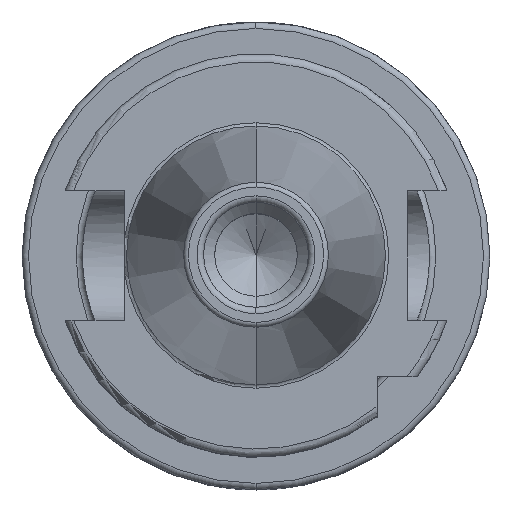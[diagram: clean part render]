
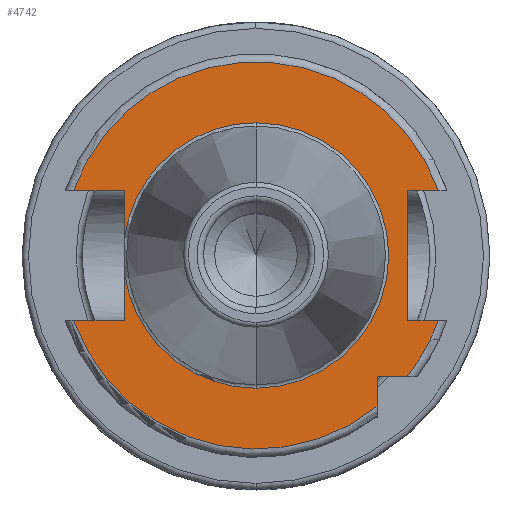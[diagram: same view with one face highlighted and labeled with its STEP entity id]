
A CAD part, top view. The second image highlights one B-rep face of the part: STEP entity #4742.
In plain terms, the highlighted planar face has unit normal (0, 0, 1).
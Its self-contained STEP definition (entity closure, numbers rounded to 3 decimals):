
#1204=DIRECTION('',(1,0,0));
#1205=VECTOR('',#1204,6.31);
#1206=CARTESIAN_POINT('',(-22.61,-8.05,15.9));
#1207=LINE('',#1206,#1205);
#1208=DIRECTION('',(0,1,0));
#1209=VECTOR('',#1208,5.834);
#1210=CARTESIAN_POINT('',(-16.3,-8.05,15.9));
#1211=LINE('',#1210,#1209);
#1212=DIRECTION('',(0,1,0));
#1213=VECTOR('',#1212,5.834);
#1214=CARTESIAN_POINT('',(-16.3,2.216,15.9));
#1215=LINE('',#1214,#1213);
#1216=DIRECTION('',(1,0,0));
#1217=VECTOR('',#1216,6.31);
#1218=CARTESIAN_POINT('',(-22.61,8.05,15.9));
#1219=LINE('',#1218,#1217);
#1220=DIRECTION('',(-1,0,0));
#1221=VECTOR('',#1220,3.81);
#1222=CARTESIAN_POINT('',(22.61,8.05,15.9));
#1223=LINE('',#1222,#1221);
#1224=DIRECTION('',(0,-1,0));
#1225=VECTOR('',#1224,16.1);
#1226=CARTESIAN_POINT('',(18.8,8.05,15.9));
#1227=LINE('',#1226,#1225);
#1228=DIRECTION('',(-1,0,0));
#1229=VECTOR('',#1228,3.81);
#1230=CARTESIAN_POINT('',(22.61,-8.05,15.9));
#1231=LINE('',#1230,#1229);
#1232=CARTESIAN_POINT('',(0,0,15.9));
#1233=DIRECTION('',(0,0,1));
#1234=DIRECTION('',(0.781,-0.625,0));
#1235=AXIS2_PLACEMENT_3D('',#1232,#1233,#1234);
#1237=DIRECTION('',(-1,0,0));
#1238=VECTOR('',#1237,3.735);
#1239=CARTESIAN_POINT('',(18.735,-15,15.9));
#1240=LINE('',#1239,#1238);
#1241=DIRECTION('',(0,1,0));
#1242=VECTOR('',#1241,3.735);
#1243=CARTESIAN_POINT('',(15,-18.735,15.9));
#1244=LINE('',#1243,#1242);
#1326=CARTESIAN_POINT('',(0,0,15.9));
#1327=DIRECTION('',(0,0,1));
#1328=DIRECTION('',(0,1,0));
#1329=AXIS2_PLACEMENT_3D('',#1326,#1327,#1328);
#1341=CARTESIAN_POINT('',(0,0,15.9));
#1342=DIRECTION('',(0,0,1));
#1343=DIRECTION('',(-0.991,-0.135,0));
#1344=AXIS2_PLACEMENT_3D('',#1341,#1342,#1343);
#1346=CARTESIAN_POINT('',(0,0,15.9));
#1347=DIRECTION('',(0,0,-1));
#1348=DIRECTION('',(0,1,0));
#1349=AXIS2_PLACEMENT_3D('',#1346,#1347,#1348);
#2247=CARTESIAN_POINT('',(0,0,15.9));
#2248=DIRECTION('',(0,0,1));
#2249=DIRECTION('',(0.942,0.335,0));
#2250=AXIS2_PLACEMENT_3D('',#2247,#2248,#2249);
#2298=CARTESIAN_POINT('',(0,0,15.9));
#2299=DIRECTION('',(0,0,1));
#2300=DIRECTION('',(-0.942,-0.335,0));
#2301=AXIS2_PLACEMENT_3D('',#2298,#2299,#2300);
#2634=CARTESIAN_POINT('',(0,16.45,15.9));
#2636=VERTEX_POINT('',#2634);
#2658=CARTESIAN_POINT('',(0,-16.45,15.9));
#2660=VERTEX_POINT('',#2658);
#2748=CARTESIAN_POINT('',(-22.61,-8.05,15.9));
#2749=CARTESIAN_POINT('',(-16.3,-8.05,15.9));
#2750=VERTEX_POINT('',#2748);
#2751=VERTEX_POINT('',#2749);
#2752=CARTESIAN_POINT('',(-16.3,-2.216,15.9));
#2753=VERTEX_POINT('',#2752);
#2754=CARTESIAN_POINT('',(-16.3,2.216,15.9));
#2755=CARTESIAN_POINT('',(-16.3,8.05,15.9));
#2756=VERTEX_POINT('',#2754);
#2757=VERTEX_POINT('',#2755);
#2758=CARTESIAN_POINT('',(-22.61,8.05,15.9));
#2759=VERTEX_POINT('',#2758);
#2760=CARTESIAN_POINT('',(18.8,8.05,15.9));
#2761=CARTESIAN_POINT('',(18.8,-8.05,15.9));
#2762=VERTEX_POINT('',#2760);
#2763=VERTEX_POINT('',#2761);
#2764=CARTESIAN_POINT('',(22.61,-8.05,15.9));
#2765=VERTEX_POINT('',#2764);
#2766=CARTESIAN_POINT('',(22.61,8.05,15.9));
#2767=VERTEX_POINT('',#2766);
#2768=CARTESIAN_POINT('',(15,-18.735,15.9));
#2769=CARTESIAN_POINT('',(15,-15,15.9));
#2770=VERTEX_POINT('',#2768);
#2771=VERTEX_POINT('',#2769);
#2772=CARTESIAN_POINT('',(18.735,-15,15.9));
#2773=VERTEX_POINT('',#2772);
#4708=CARTESIAN_POINT('',(0,0,15.9));
#4709=DIRECTION('',(0,0,-1));
#4710=DIRECTION('',(0,-1,0));
#4711=AXIS2_PLACEMENT_3D('',#4708,#4709,#4710);
#4712=PLANE('',#4711);
#4714=ORIENTED_EDGE('',*,*,#4713,.T.);
#4716=ORIENTED_EDGE('',*,*,#4715,.T.);
#4718=ORIENTED_EDGE('',*,*,#4717,.T.);
#4720=ORIENTED_EDGE('',*,*,#4719,.F.);
#4722=ORIENTED_EDGE('',*,*,#4721,.T.);
#4724=ORIENTED_EDGE('',*,*,#4723,.T.);
#4726=ORIENTED_EDGE('',*,*,#4725,.F.);
#4728=ORIENTED_EDGE('',*,*,#4727,.F.);
#4729=ORIENTED_EDGE('',*,*,#4681,.T.);
#4730=ORIENTED_EDGE('',*,*,#4538,.T.);
#4731=ORIENTED_EDGE('',*,*,#4524,.F.);
#4733=ORIENTED_EDGE('',*,*,#4732,.F.);
#4735=ORIENTED_EDGE('',*,*,#4734,.T.);
#4737=ORIENTED_EDGE('',*,*,#4736,.F.);
#4739=ORIENTED_EDGE('',*,*,#4738,.F.);
#4740=EDGE_LOOP('',(#4714,#4716,#4718,#4720,#4722,#4724,#4726,#4728,#4729,#4730,
#4731,#4733,#4735,#4737,#4739));
#4741=FACE_OUTER_BOUND('',#4740,.F.);
#4742=ADVANCED_FACE('',(#4741),#4712,.F.);
#1236=CIRCLE('',#1235,24);
#1330=CIRCLE('',#1329,16.45);
#1345=CIRCLE('',#1344,16.45);
#1350=CIRCLE('',#1349,16.45);
#2251=CIRCLE('',#2250,24);
#2302=CIRCLE('',#2301,24);
#4524=EDGE_CURVE('',#2765,#2763,#1231,.T.);
#4538=EDGE_CURVE('',#2762,#2763,#1227,.T.);
#4681=EDGE_CURVE('',#2767,#2762,#1223,.T.);
#4713=EDGE_CURVE('',#2750,#2751,#1207,.T.);
#4715=EDGE_CURVE('',#2751,#2753,#1211,.T.);
#4717=EDGE_CURVE('',#2753,#2660,#1345,.T.);
#4719=EDGE_CURVE('',#2636,#2660,#1350,.T.);
#4721=EDGE_CURVE('',#2636,#2756,#1330,.T.);
#4723=EDGE_CURVE('',#2756,#2757,#1215,.T.);
#4725=EDGE_CURVE('',#2759,#2757,#1219,.T.);
#4727=EDGE_CURVE('',#2767,#2759,#2251,.T.);
#4732=EDGE_CURVE('',#2773,#2765,#1236,.T.);
#4734=EDGE_CURVE('',#2773,#2771,#1240,.T.);
#4736=EDGE_CURVE('',#2770,#2771,#1244,.T.);
#4738=EDGE_CURVE('',#2750,#2770,#2302,.T.);
